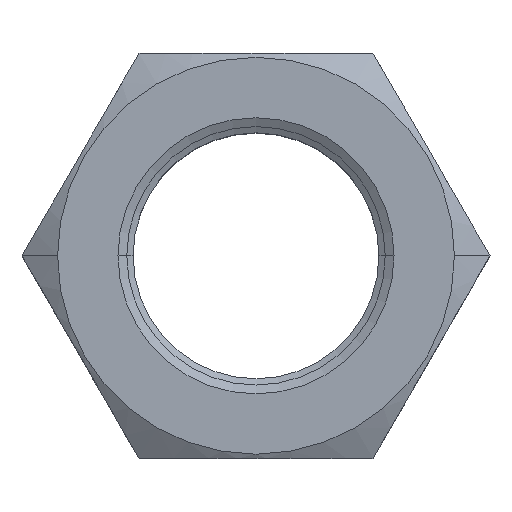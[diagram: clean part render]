
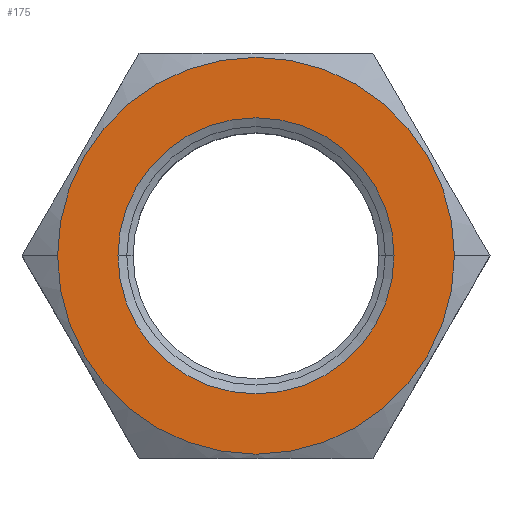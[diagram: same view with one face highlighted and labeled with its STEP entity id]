
A CAD part, top view. The second image highlights one B-rep face of the part: STEP entity #175.
In plain terms, the highlighted planar face has unit normal (0, 0, 1).
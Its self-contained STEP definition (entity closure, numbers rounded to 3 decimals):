
#70 = FACE_BOUND ( 'NONE', #1384, .T. ) ;
#71 = FACE_OUTER_BOUND ( 'NONE', #1429, .T. ) ;
#175 = ADVANCED_FACE ( 'NONE', ( #70, #71 ), #2581, .F. ) ;
#270 = DIRECTION ( 'NONE',  ( 0., 0., -1. ) ) ;
#277 = ORIENTED_EDGE ( 'NONE', *, *, #507, .T. ) ;
#346 = DIRECTION ( 'NONE',  ( -1., 0., 0. ) ) ;
#463 = CIRCLE ( 'NONE', #2705, 12.261 ) ;
#506 = DIRECTION ( 'NONE',  ( -1., 0., 0. ) ) ;
#507 = EDGE_CURVE ( 'NONE', #2825, #843, #463, .T. ) ;
#575 = CARTESIAN_POINT ( 'NONE',  ( 0., 0., 0. ) ) ;
#737 = CARTESIAN_POINT ( 'NONE',  ( 0., 0., 0. ) ) ;
#843 = VERTEX_POINT ( 'NONE', #2548 ) ;
#937 = CARTESIAN_POINT ( 'NONE',  ( 17.625, 0., 0. ) ) ;
#964 = EDGE_CURVE ( 'NONE', #1185, #1914, #1075, .T. ) ;
#982 = CARTESIAN_POINT ( 'NONE',  ( -17.625, 0., 0. ) ) ;
#1075 = CIRCLE ( 'NONE', #2781, 17.625 ) ;
#1184 = EDGE_CURVE ( 'NONE', #843, #2825, #1251, .T. ) ;
#1185 = VERTEX_POINT ( 'NONE', #937 ) ;
#1251 = CIRCLE ( 'NONE', #2725, 12.261 ) ;
#1384 = EDGE_LOOP ( 'NONE', ( #277, #2762 ) ) ;
#1429 = EDGE_LOOP ( 'NONE', ( #2532, #2025 ) ) ;
#1531 = DIRECTION ( 'NONE',  ( 0., 0., -1. ) ) ;
#1538 = DIRECTION ( 'NONE',  ( -1., 0., 0. ) ) ;
#1616 = CARTESIAN_POINT ( 'NONE',  ( 0., 0., 0. ) ) ;
#1707 = DIRECTION ( 'NONE',  ( 0., 0., -1. ) ) ;
#1897 = DIRECTION ( 'NONE',  ( 0., 0., -1. ) ) ;
#1910 = AXIS2_PLACEMENT_3D ( 'NONE', #1953, #1897, #2362 ) ;
#1914 = VERTEX_POINT ( 'NONE', #982 ) ;
#1953 = CARTESIAN_POINT ( 'NONE',  ( -10.392, -18., 0. ) ) ;
#2025 = ORIENTED_EDGE ( 'NONE', *, *, #964, .F. ) ;
#2090 = DIRECTION ( 'NONE',  ( -1., 0., 0. ) ) ;
#2093 = DIRECTION ( 'NONE',  ( 0., 0., -1. ) ) ;
#2121 = CIRCLE ( 'NONE', #2558, 17.625 ) ;
#2353 = CARTESIAN_POINT ( 'NONE',  ( 12.261, 0., 0. ) ) ;
#2362 = DIRECTION ( 'NONE',  ( -1., 0., 0. ) ) ;
#2525 = CARTESIAN_POINT ( 'NONE',  ( 0., 0., 0. ) ) ;
#2532 = ORIENTED_EDGE ( 'NONE', *, *, #2856, .F. ) ;
#2548 = CARTESIAN_POINT ( 'NONE',  ( -12.261, 0., 0. ) ) ;
#2558 = AXIS2_PLACEMENT_3D ( 'NONE', #1616, #1531, #1538 ) ;
#2581 = PLANE ( 'NONE',  #1910 ) ;
#2705 = AXIS2_PLACEMENT_3D ( 'NONE', #2525, #270, #2090 ) ;
#2725 = AXIS2_PLACEMENT_3D ( 'NONE', #575, #1707, #346 ) ;
#2762 = ORIENTED_EDGE ( 'NONE', *, *, #1184, .T. ) ;
#2781 = AXIS2_PLACEMENT_3D ( 'NONE', #737, #2093, #506 ) ;
#2825 = VERTEX_POINT ( 'NONE', #2353 ) ;
#2856 = EDGE_CURVE ( 'NONE', #1914, #1185, #2121, .T. ) ;
